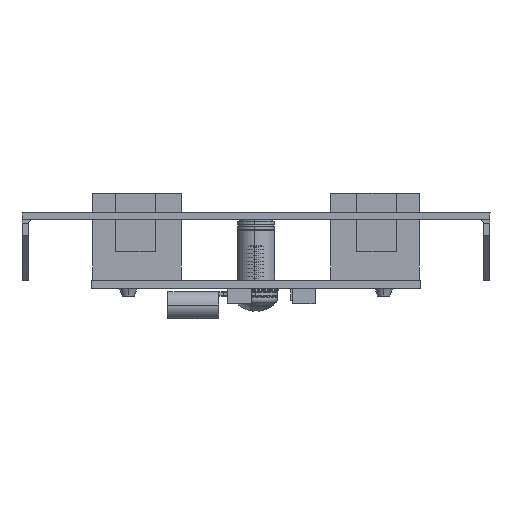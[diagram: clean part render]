
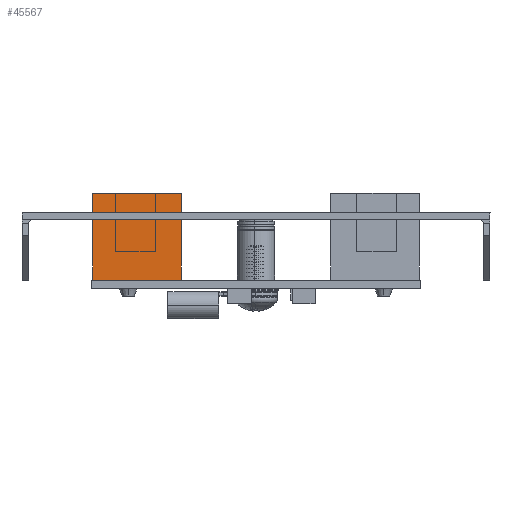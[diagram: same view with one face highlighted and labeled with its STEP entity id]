
A CAD part, left-side view. The second image highlights one B-rep face of the part: STEP entity #45567.
In plain terms, the highlighted face is planar.
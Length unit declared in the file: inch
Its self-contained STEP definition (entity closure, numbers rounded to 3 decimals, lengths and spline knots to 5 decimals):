
#1706 = EDGE_CURVE ( 'NONE', #12705, #12713, #8764, .T. ) ;
#1960 = EDGE_CURVE ( 'NONE', #12814, #12713, #9847, .T. ) ;
#1961 = EDGE_CURVE ( 'NONE', #12819, #12814, #9849, .T. ) ;
#1962 = EDGE_CURVE ( 'NONE', #12819, #12705, #9848, .T. ) ;
#4707 = EDGE_LOOP ( 'NONE', ( #12486, #12660, #12662, #12664 ) ) ;
#8764 = LINE ( 'NONE', #9370, #8769 ) ;
#8769 = VECTOR ( 'NONE', #9379, 39.37008 ) ;
#9370 = CARTESIAN_POINT ( 'NONE',  ( 0.555, 0.063, -0.315 ) ) ;
#9379 = DIRECTION ( 'NONE',  ( -1., 0., 0. ) ) ;
#9847 = LINE ( 'NONE', #11101, #9850 ) ;
#9848 = LINE ( 'NONE', #11100, #9854 ) ;
#9849 = LINE ( 'NONE', #11105, #9852 ) ;
#9850 = VECTOR ( 'NONE', #11084, 39.37008 ) ;
#9852 = VECTOR ( 'NONE', #11107, 39.37008 ) ;
#9854 = VECTOR ( 'NONE', #11108, 39.37008 ) ;
#11084 = DIRECTION ( 'NONE',  ( 0., -1., 0. ) ) ;
#11100 = CARTESIAN_POINT ( 'NONE',  ( 1.215, 0.709, -0.315 ) ) ;
#11101 = CARTESIAN_POINT ( 'NONE',  ( 0.555, 0.709, -0.315 ) ) ;
#11105 = CARTESIAN_POINT ( 'NONE',  ( 0.555, 0.709, -0.315 ) ) ;
#11107 = DIRECTION ( 'NONE',  ( -1., 0., 0. ) ) ;
#11108 = DIRECTION ( 'NONE',  ( 0., -1., 0. ) ) ;
#12486 = ORIENTED_EDGE ( 'NONE', *, *, #1706, .T. ) ;
#12660 = ORIENTED_EDGE ( 'NONE', *, *, #1960, .F. ) ;
#12662 = ORIENTED_EDGE ( 'NONE', *, *, #1961, .F. ) ;
#12664 = ORIENTED_EDGE ( 'NONE', *, *, #1962, .T. ) ;
#12705 = VERTEX_POINT ( 'NONE', #22896 ) ;
#12713 = VERTEX_POINT ( 'NONE', #22908 ) ;
#12814 = VERTEX_POINT ( 'NONE', #23064 ) ;
#12819 = VERTEX_POINT ( 'NONE', #23070 ) ;
#22896 = CARTESIAN_POINT ( 'NONE',  ( 1.215, 0.063, -0.315 ) ) ;
#22908 = CARTESIAN_POINT ( 'NONE',  ( 0.555, 0.063, -0.315 ) ) ;
#23064 = CARTESIAN_POINT ( 'NONE',  ( 0.555, 0.709, -0.315 ) ) ;
#23070 = CARTESIAN_POINT ( 'NONE',  ( 1.215, 0.709, -0.315 ) ) ;
#42732 = PLANE ( 'NONE',  #43261 ) ;
#42741 = CARTESIAN_POINT ( 'NONE',  ( 0.555, 0.709, -0.315 ) ) ;
#42742 = DIRECTION ( 'NONE',  ( 0., 0., 1. ) ) ;
#42743 = DIRECTION ( 'NONE',  ( 1., 0., 0. ) ) ;
#43261 = AXIS2_PLACEMENT_3D ( 'NONE', #42741, #42742, #42743 ) ;
#43741 = FACE_OUTER_BOUND ( 'NONE', #4707, .T. ) ;
#45567 = ADVANCED_FACE ( 'NONE', ( #43741 ), #42732, .F. ) ;
